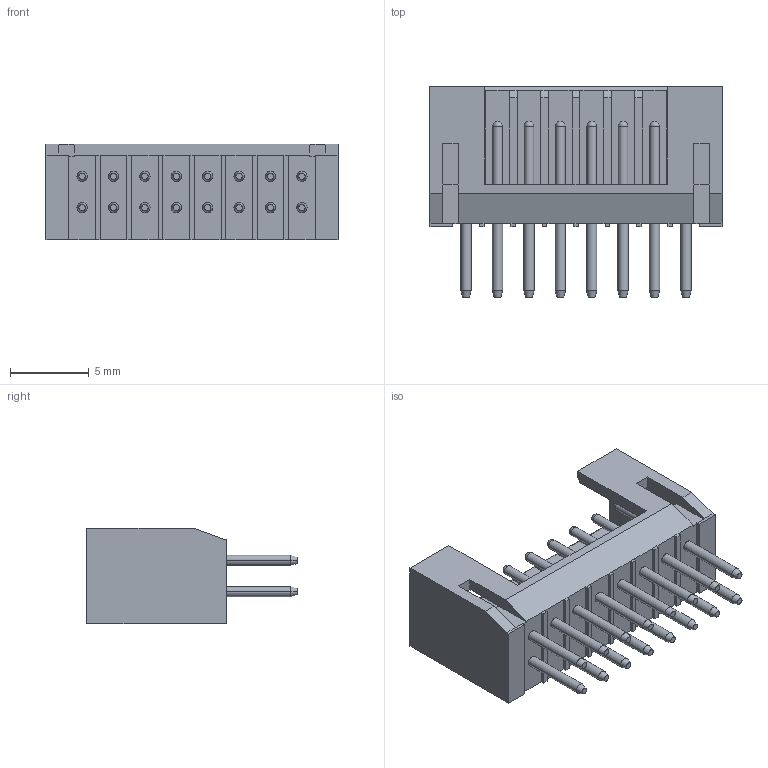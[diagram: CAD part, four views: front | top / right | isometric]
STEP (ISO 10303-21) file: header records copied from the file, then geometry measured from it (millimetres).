
FILE_DESCRIPTION((''),'2;1');
FILE_NAME('F2JL24-S16SD000-01','2024-04-24T',('工程三'),(''),'PRO/ENGINEER BY PARAMETRIC TECHNOLOGY CORPORATION, 2010280','PRO/ENGINEER BY PARAMETRIC TECHNOLOGY CORPORATION, 2010280','');
FILE_SCHEMA(('CONFIG_CONTROL_DESIGN'));
Length unit declared in the file: millimetre
Products named in the file (1): F2JL24-S16SD000-01
Bounding box: 18.6 x 13.4 x 6.1 mm (x, y, z)
Volume: 487.7 mm3; surface area: 1096.8 mm2
Topology: 1 solids, 1 shells, 258 faces, 626 edges, 366 vertices
Faces by surface type: plane 130, cylinder 64, cone 32, sphere 32
Entity records: 7256 total; most frequent: DIRECTION 1302, CARTESIAN_POINT 1218, ORIENTED_EDGE 1188, EDGE_CURVE 594, AXIS2_PLACEMENT_3D 450, VECTOR 402, LINE 402, VERTEX_POINT 366
